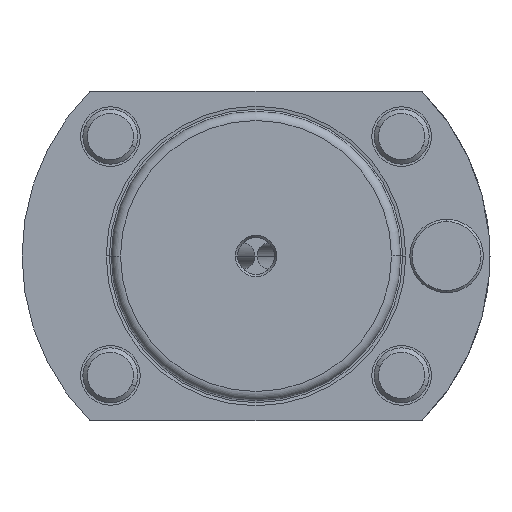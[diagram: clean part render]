
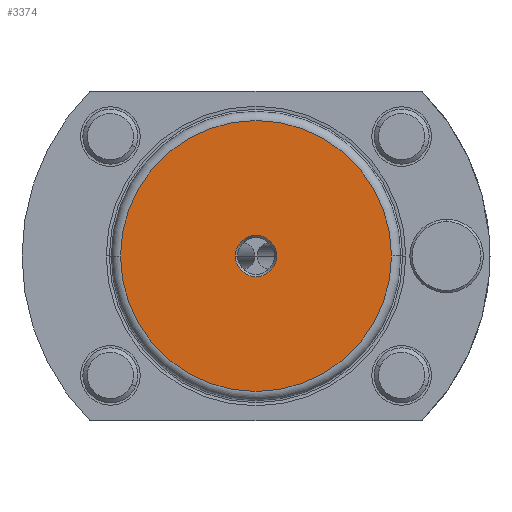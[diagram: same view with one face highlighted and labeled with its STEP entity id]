
A CAD part, left-side view. The second image highlights one B-rep face of the part: STEP entity #3374.
In plain terms, the highlighted planar face has unit normal (-1, 0, 0).
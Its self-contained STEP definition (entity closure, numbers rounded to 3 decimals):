
#939 = DIRECTION ( 'NONE',  ( 1., 0., 0. ) ) ;
#1404 = VERTEX_POINT ( 'NONE', #2492 ) ;
#1729 = EDGE_LOOP ( 'NONE', ( #11117, #9041 ) ) ;
#2082 = DIRECTION ( 'NONE',  ( 0., 1., 0. ) ) ;
#2492 = CARTESIAN_POINT ( 'NONE',  ( -60., 4.5, 0. ) ) ;
#2689 = CIRCLE ( 'NONE', #13947, 29.5 ) ;
#3144 = CARTESIAN_POINT ( 'NONE',  ( -60., -4.5, 0. ) ) ;
#3163 = DIRECTION ( 'NONE',  ( 0., -1., 0. ) ) ;
#3374 = ADVANCED_FACE ( 'NONE', ( #8874, #9962 ), #13523, .T. ) ;
#3386 = CARTESIAN_POINT ( 'NONE',  ( -60., 0., 0. ) ) ;
#3885 = EDGE_CURVE ( 'NONE', #5625, #1404, #8144, .T. ) ;
#4058 = CARTESIAN_POINT ( 'NONE',  ( -60., 0., 0. ) ) ;
#4244 = AXIS2_PLACEMENT_3D ( 'NONE', #8867, #8915, #5303 ) ;
#5303 = DIRECTION ( 'NONE',  ( 0., 1., 0. ) ) ;
#5368 = CARTESIAN_POINT ( 'NONE',  ( -60., -29.5, 0. ) ) ;
#5505 = CARTESIAN_POINT ( 'NONE',  ( -60., 0., 0. ) ) ;
#5625 = VERTEX_POINT ( 'NONE', #3144 ) ;
#7073 = AXIS2_PLACEMENT_3D ( 'NONE', #14750, #7704, #3163 ) ;
#7439 = CIRCLE ( 'NONE', #14038, 29.5 ) ;
#7704 = DIRECTION ( 'NONE',  ( -1., 0., 0. ) ) ;
#7767 = AXIS2_PLACEMENT_3D ( 'NONE', #3386, #10308, #10412 ) ;
#8144 = CIRCLE ( 'NONE', #7767, 4.5 ) ;
#8867 = CARTESIAN_POINT ( 'NONE',  ( -60., 0., 0. ) ) ;
#8874 = FACE_BOUND ( 'NONE', #1729, .T. ) ;
#8915 = DIRECTION ( 'NONE',  ( 1., 0., 0. ) ) ;
#9041 = ORIENTED_EDGE ( 'NONE', *, *, #10835, .T. ) ;
#9354 = CARTESIAN_POINT ( 'NONE',  ( -60., 29.5, 0. ) ) ;
#9528 = ORIENTED_EDGE ( 'NONE', *, *, #14739, .F. ) ;
#9962 = FACE_OUTER_BOUND ( 'NONE', #10352, .T. ) ;
#10086 = CIRCLE ( 'NONE', #4244, 4.5 ) ;
#10308 = DIRECTION ( 'NONE',  ( 1., 0., 0. ) ) ;
#10352 = EDGE_LOOP ( 'NONE', ( #10719, #9528 ) ) ;
#10412 = DIRECTION ( 'NONE',  ( 0., 1., 0. ) ) ;
#10719 = ORIENTED_EDGE ( 'NONE', *, *, #14176, .F. ) ;
#10835 = EDGE_CURVE ( 'NONE', #1404, #5625, #10086, .T. ) ;
#11117 = ORIENTED_EDGE ( 'NONE', *, *, #3885, .T. ) ;
#11939 = VERTEX_POINT ( 'NONE', #5368 ) ;
#12364 = DIRECTION ( 'NONE',  ( 0., 1., 0. ) ) ;
#12499 = VERTEX_POINT ( 'NONE', #9354 ) ;
#13523 = PLANE ( 'NONE',  #7073 ) ;
#13947 = AXIS2_PLACEMENT_3D ( 'NONE', #5505, #939, #2082 ) ;
#14038 = AXIS2_PLACEMENT_3D ( 'NONE', #4058, #14300, #12364 ) ;
#14176 = EDGE_CURVE ( 'NONE', #12499, #11939, #7439, .T. ) ;
#14300 = DIRECTION ( 'NONE',  ( 1., 0., 0. ) ) ;
#14739 = EDGE_CURVE ( 'NONE', #11939, #12499, #2689, .T. ) ;
#14750 = CARTESIAN_POINT ( 'NONE',  ( -60., 29.5, 0. ) ) ;
